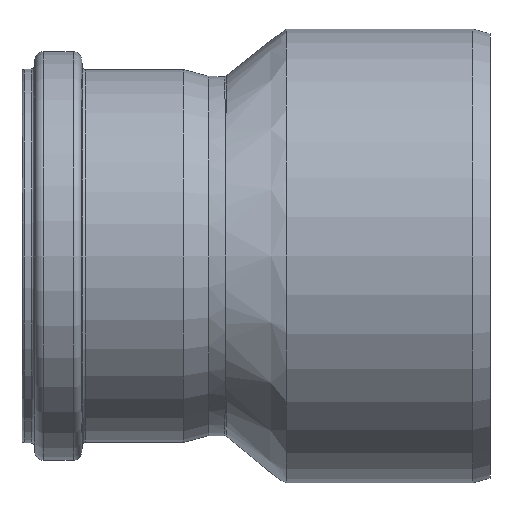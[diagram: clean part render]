
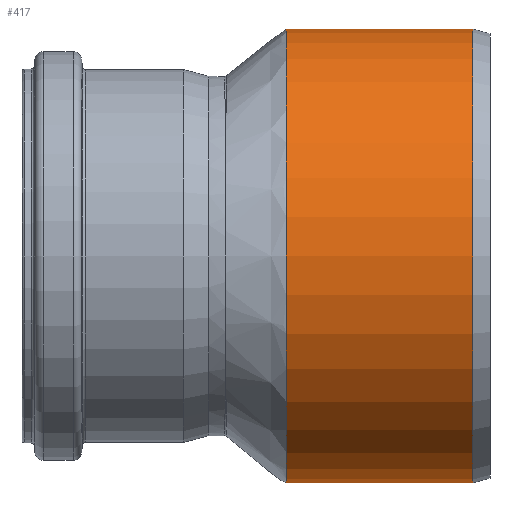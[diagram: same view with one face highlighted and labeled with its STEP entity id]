
A CAD part, left-side view. The second image highlights one B-rep face of the part: STEP entity #417.
In plain terms, the highlighted cylindrical face has radius 80 mm (diameter 160 mm), a full revolution.
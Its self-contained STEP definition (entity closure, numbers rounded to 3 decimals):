
#65=FACE_BOUND('',#211,.T.);
#76=CYLINDRICAL_SURFACE('',#483,80.);
#79=CIRCLE('',#422,80.);
#80=CIRCLE('',#423,80.);
#107=CIRCLE('',#478,80.);
#145=FACE_OUTER_BOUND('',#210,.T.);
#210=EDGE_LOOP('',(#377,#378));
#211=EDGE_LOOP('',(#379));
#226=VERTEX_POINT('',#1468);
#227=VERTEX_POINT('',#1479);
#254=VERTEX_POINT('',#1562);
#267=EDGE_CURVE('',#227,#226,#79,.T.);
#268=EDGE_CURVE('',#226,#227,#80,.T.);
#295=EDGE_CURVE('',#254,#254,#107,.T.);
#377=ORIENTED_EDGE('',*,*,#268,.T.);
#378=ORIENTED_EDGE('',*,*,#267,.T.);
#379=ORIENTED_EDGE('',*,*,#295,.F.);
#417=ADVANCED_FACE('',(#145,#65),#76,.T.);
#422=AXIS2_PLACEMENT_3D('',#1480,#490,#491);
#423=AXIS2_PLACEMENT_3D('',#1481,#492,#493);
#478=AXIS2_PLACEMENT_3D('',#1563,#602,#603);
#483=AXIS2_PLACEMENT_3D('',#1570,#612,#613);
#490=DIRECTION('center_axis',(0.,-1.,0.));
#491=DIRECTION('ref_axis',(1.,0.,0.));
#492=DIRECTION('center_axis',(0.,-1.,0.));
#493=DIRECTION('ref_axis',(1.,0.,0.));
#602=DIRECTION('center_axis',(0.,-1.,0.));
#603=DIRECTION('ref_axis',(1.,0.,0.));
#612=DIRECTION('center_axis',(0.,-1.,0.));
#613=DIRECTION('ref_axis',(1.,0.,0.));
#1468=CARTESIAN_POINT('',(96.65,-23.689,0.));
#1479=CARTESIAN_POINT('',(-63.35,-23.689,0.));
#1480=CARTESIAN_POINT('Origin',(16.65,-23.689,0.));
#1481=CARTESIAN_POINT('Origin',(16.65,-23.689,0.));
#1562=CARTESIAN_POINT('',(96.65,-89.438,0.));
#1563=CARTESIAN_POINT('Origin',(16.65,-89.438,0.));
#1570=CARTESIAN_POINT('Origin',(16.65,-56.564,0.));
